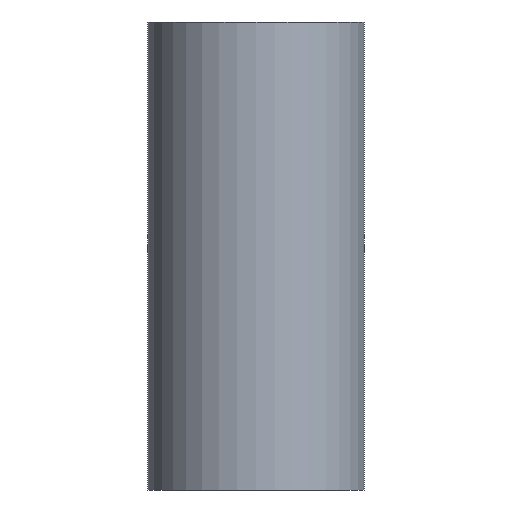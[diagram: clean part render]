
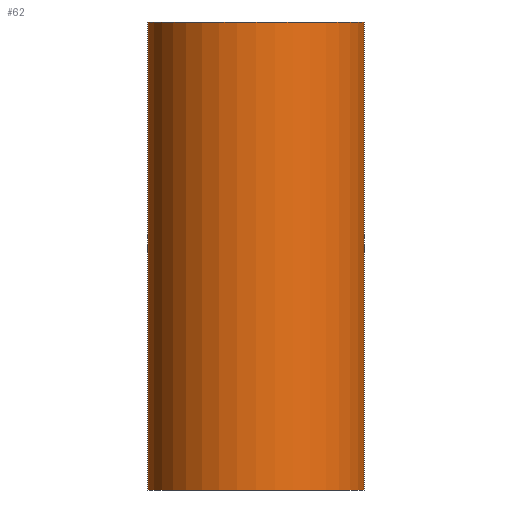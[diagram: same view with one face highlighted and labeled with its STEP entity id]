
A CAD part, front view. The second image highlights one B-rep face of the part: STEP entity #62.
In plain terms, the highlighted cylindrical face has radius 27.8 mm (diameter 55.6 mm), a partial arc.
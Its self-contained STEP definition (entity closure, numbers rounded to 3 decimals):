
#3 = CARTESIAN_POINT ( 'NONE',  ( 0., 0., -120. ) ) ;
#4 = DIRECTION ( 'NONE',  ( 0., 0., 1. ) ) ;
#5 = DIRECTION ( 'NONE',  ( 1., 0., 0. ) ) ;
#10 = DIRECTION ( 'NONE',  ( 0., 0., 1. ) ) ;
#11 = VECTOR ( 'NONE', #10, 1000. ) ;
#12 = CARTESIAN_POINT ( 'NONE',  ( 27.8, 0., 0. ) ) ;
#13 = LINE ( 'NONE', #12, #11 ) ;
#14 = CARTESIAN_POINT ( 'NONE',  ( 27.8, 0., 0. ) ) ;
#27 = VERTEX_POINT ( 'NONE', #14 ) ;
#29 = EDGE_CURVE ( 'NONE', #137, #27, #13, .T. ) ;
#62 = ADVANCED_FACE ( 'NONE', ( #247 ), #243, .T. ) ;
#63 = EDGE_LOOP ( 'NONE', ( #64, #65, #84, #85 ) ) ;
#64 = ORIENTED_EDGE ( 'NONE', *, *, #140, .F. ) ;
#65 = ORIENTED_EDGE ( 'NONE', *, *, #146, .T. ) ;
#84 = ORIENTED_EDGE ( 'NONE', *, *, #29, .T. ) ;
#85 = ORIENTED_EDGE ( 'NONE', *, *, #86, .F. ) ;
#86 = EDGE_CURVE ( 'NONE', #141, #27, #170, .T. ) ;
#137 = VERTEX_POINT ( 'NONE', #269 ) ;
#138 = VERTEX_POINT ( 'NONE', #268 ) ;
#140 = EDGE_CURVE ( 'NONE', #138, #141, #267, .T. ) ;
#141 = VERTEX_POINT ( 'NONE', #263 ) ;
#146 = EDGE_CURVE ( 'NONE', #138, #137, #200, .T. ) ;
#166 = DIRECTION ( 'NONE',  ( 1., 0., 0. ) ) ;
#167 = DIRECTION ( 'NONE',  ( 0., 0., 1. ) ) ;
#168 = CARTESIAN_POINT ( 'NONE',  ( 0., 0., 0. ) ) ;
#169 = AXIS2_PLACEMENT_3D ( 'NONE', #168, #167, #166 ) ;
#170 = CIRCLE ( 'NONE', #169, 27.8 ) ;
#176 = DIRECTION ( 'NONE',  ( 1., 0., 0. ) ) ;
#177 = DIRECTION ( 'NONE',  ( 0., 0., 1. ) ) ;
#195 = AXIS2_PLACEMENT_3D ( 'NONE', #3, #4, #5 ) ;
#200 = CIRCLE ( 'NONE', #195, 27.8 ) ;
#240 = CARTESIAN_POINT ( 'NONE',  ( 0., 0., 0. ) ) ;
#241 = AXIS2_PLACEMENT_3D ( 'NONE', #240, #177, #176 ) ;
#243 = CYLINDRICAL_SURFACE ( 'NONE', #241, 27.8 ) ;
#247 = FACE_OUTER_BOUND ( 'NONE', #63, .T. ) ;
#263 = CARTESIAN_POINT ( 'NONE',  ( -27.8, 0., 0. ) ) ;
#264 = DIRECTION ( 'NONE',  ( 0., 0., 1. ) ) ;
#265 = VECTOR ( 'NONE', #264, 1000. ) ;
#266 = CARTESIAN_POINT ( 'NONE',  ( -27.8, 0., 0. ) ) ;
#267 = LINE ( 'NONE', #266, #265 ) ;
#268 = CARTESIAN_POINT ( 'NONE',  ( -27.8, 0., -120. ) ) ;
#269 = CARTESIAN_POINT ( 'NONE',  ( 27.8, 0., -120. ) ) ;
